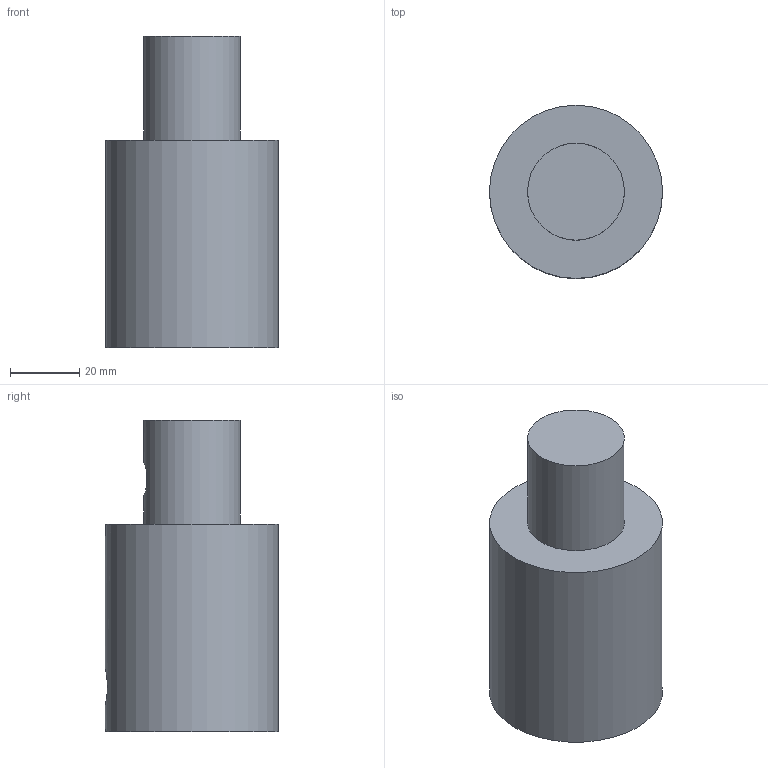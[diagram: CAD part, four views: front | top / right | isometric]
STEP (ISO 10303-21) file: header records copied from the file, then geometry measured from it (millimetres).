
FILE_DESCRIPTION((''),'1');
FILE_NAME('CKB55-60.stp','2022-09-21T03:41:51',(''),(''),'Spatial Interop R21 SP3','Kubotek KeyCreator 2011 V10.0.2 (22737)',' ');
FILE_SCHEMA(('automotive_design'));
Length unit declared in the file: millimetre
Products named in the file (1): 240[2]
Bounding box: 50 x 50 x 90 mm (x, y, z)
Volume: 116301.3 mm3; surface area: 18899 mm2
Topology: 1 solids, 1 shells, 11 faces, 20 edges, 14 vertices
Faces by surface type: plane 6, cylinder 5
Full cylindrical faces by diameter (mm): 10.3 x2, 28 x2, 50 x1
Entity records: 639 total; most frequent: CARTESIAN_POINT 233, DIRECTION 40, PRESENTATION_STYLE_ASSIGNMENT 36, COLOUR_RGB 36, STYLED_ITEM 24, CURVE_STYLE 24, DRAUGHTING_PRE_DEFINED_CURVE_FONT 24, ORIENTED_EDGE 24
